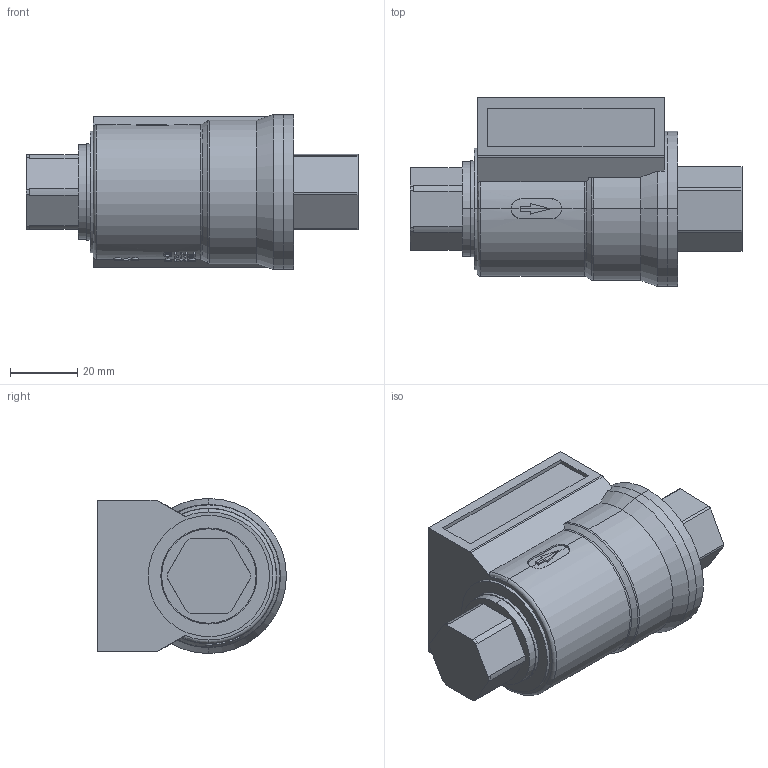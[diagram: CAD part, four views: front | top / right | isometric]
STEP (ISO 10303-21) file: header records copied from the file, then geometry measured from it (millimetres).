
FILE_DESCRIPTION (( 'STEP AP214' ), '1' );
FILE_NAME ('200系列DN10螺纹.STEP', '2022-09-13T05:46:34', ( '微软用户' ), ( '微软中国' ), 'SwSTEP 2.0', 'SolidWorks 2017', '' );
FILE_SCHEMA (( 'AUTOMOTIVE_DESIGN' ));
Length unit declared in the file: millimetre
Products named in the file (1): 200炵蹈DN10蹟恇
Bounding box: 98.5 x 56 x 46 mm (x, y, z)
Volume: 144094.2 mm3; surface area: 30577.9 mm2
Topology: 3 solids, 6 shells, 421 faces, 1144 edges, 759 vertices
Faces by surface type: cylinder 206, bspline 115, plane 82, torus 11, cone 7
Entity records: 36701 total; most frequent: CARTESIAN_POINT 27526, ORIENTED_EDGE 2288, DIRECTION 1391, EDGE_CURVE 1144, VERTEX_POINT 759, AXIS2_PLACEMENT_3D 469, VECTOR 453, LINE 453
